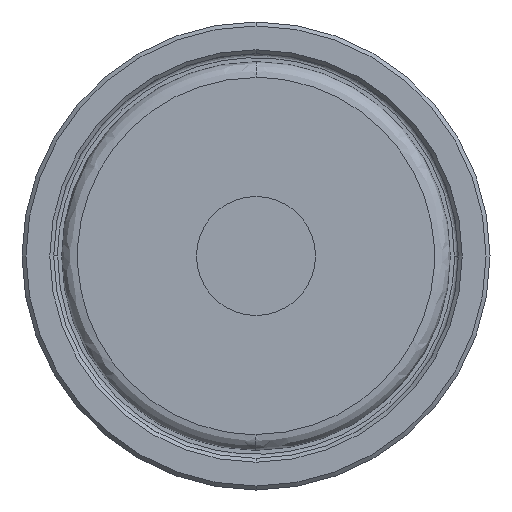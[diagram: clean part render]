
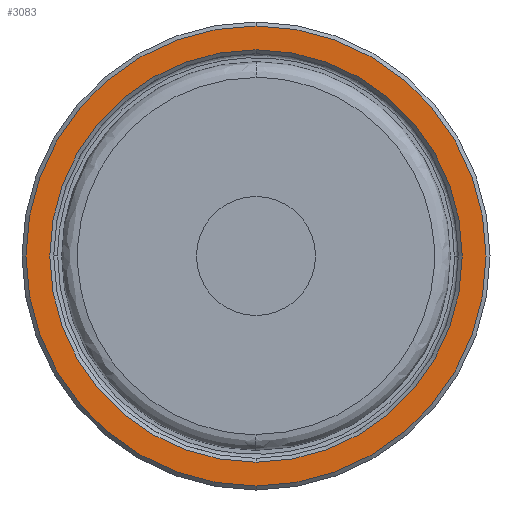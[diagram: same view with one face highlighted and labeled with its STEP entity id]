
A CAD part, front view. The second image highlights one B-rep face of the part: STEP entity #3083.
In plain terms, the highlighted planar face has unit normal (0, -1, 0).
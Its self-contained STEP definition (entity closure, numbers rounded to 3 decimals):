
#44 = CARTESIAN_POINT ( 'NONE',  ( 29.5, 0., 0. ) ) ;
#49 = CARTESIAN_POINT ( 'NONE',  ( 4., 0., 0. ) ) ;
#57 = EDGE_LOOP ( 'NONE', ( #2313, #2738 ) ) ;
#60 = CARTESIAN_POINT ( 'NONE',  ( 29.5, 0., 26. ) ) ;
#84 = VERTEX_POINT ( 'NONE', #2111 ) ;
#186 = VERTEX_POINT ( 'NONE', #549 ) ;
#265 = AXIS2_PLACEMENT_3D ( 'NONE', #49, #1752, #313 ) ;
#311 = DIRECTION ( 'NONE',  ( 0., 0., -1. ) ) ;
#313 = DIRECTION ( 'NONE',  ( 1., 0., 0. ) ) ;
#549 = CARTESIAN_POINT ( 'NONE',  ( 29.5, 0., -26. ) ) ;
#588 = EDGE_CURVE ( 'NONE', #186, #1655, #2768, .T. ) ;
#609 = DIRECTION ( 'NONE',  ( 0., -1., 0. ) ) ;
#631 = FACE_OUTER_BOUND ( 'NONE', #57, .T. ) ;
#717 = CARTESIAN_POINT ( 'NONE',  ( 29.5, 0., 0. ) ) ;
#834 = CIRCLE ( 'NONE', #2971, 29. ) ;
#969 = DIRECTION ( 'NONE',  ( 0., 0., 1. ) ) ;
#1110 = VERTEX_POINT ( 'NONE', #1848 ) ;
#1353 = DIRECTION ( 'NONE',  ( 0., 1., 0. ) ) ;
#1398 = ORIENTED_EDGE ( 'NONE', *, *, #588, .T. ) ;
#1516 = PLANE ( 'NONE',  #265 ) ;
#1527 = EDGE_CURVE ( 'NONE', #1110, #84, #834, .T. ) ;
#1655 = VERTEX_POINT ( 'NONE', #60 ) ;
#1712 = CIRCLE ( 'NONE', #2534, 29. ) ;
#1735 = AXIS2_PLACEMENT_3D ( 'NONE', #2838, #1353, #3090 ) ;
#1748 = DIRECTION ( 'NONE',  ( 0., 1., 0. ) ) ;
#1752 = DIRECTION ( 'NONE',  ( 0., -1., 0. ) ) ;
#1848 = CARTESIAN_POINT ( 'NONE',  ( 29.5, 0., 29. ) ) ;
#1883 = EDGE_CURVE ( 'NONE', #1655, #186, #2040, .T. ) ;
#1995 = ORIENTED_EDGE ( 'NONE', *, *, #1883, .T. ) ;
#2040 = CIRCLE ( 'NONE', #2629, 26. ) ;
#2073 = CARTESIAN_POINT ( 'NONE',  ( 29.5, 0., 0. ) ) ;
#2111 = CARTESIAN_POINT ( 'NONE',  ( 29.5, 0., -29. ) ) ;
#2313 = ORIENTED_EDGE ( 'NONE', *, *, #1527, .T. ) ;
#2319 = DIRECTION ( 'NONE',  ( 0., 0., 1. ) ) ;
#2398 = EDGE_CURVE ( 'NONE', #84, #1110, #1712, .T. ) ;
#2442 = DIRECTION ( 'NONE',  ( 0., -1., 0. ) ) ;
#2534 = AXIS2_PLACEMENT_3D ( 'NONE', #2073, #609, #2319 ) ;
#2629 = AXIS2_PLACEMENT_3D ( 'NONE', #44, #1748, #311 ) ;
#2664 = EDGE_LOOP ( 'NONE', ( #1398, #1995 ) ) ;
#2738 = ORIENTED_EDGE ( 'NONE', *, *, #2398, .T. ) ;
#2768 = CIRCLE ( 'NONE', #1735, 26. ) ;
#2838 = CARTESIAN_POINT ( 'NONE',  ( 29.5, 0., 0. ) ) ;
#2971 = AXIS2_PLACEMENT_3D ( 'NONE', #717, #2442, #969 ) ;
#3083 = ADVANCED_FACE ( 'NONE', ( #631, #3169 ), #1516, .T. ) ;
#3090 = DIRECTION ( 'NONE',  ( 0., 0., -1. ) ) ;
#3169 = FACE_BOUND ( 'NONE', #2664, .T. ) ;
